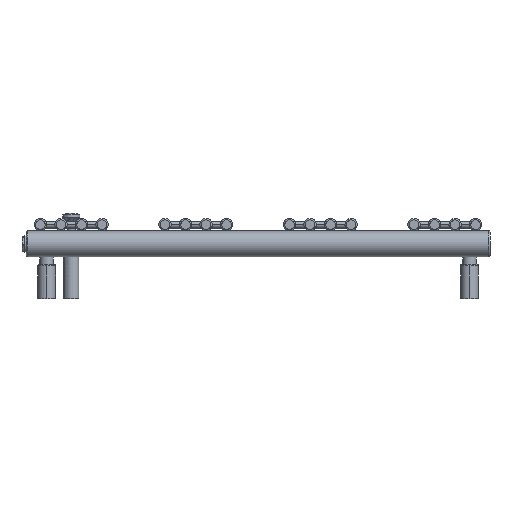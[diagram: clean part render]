
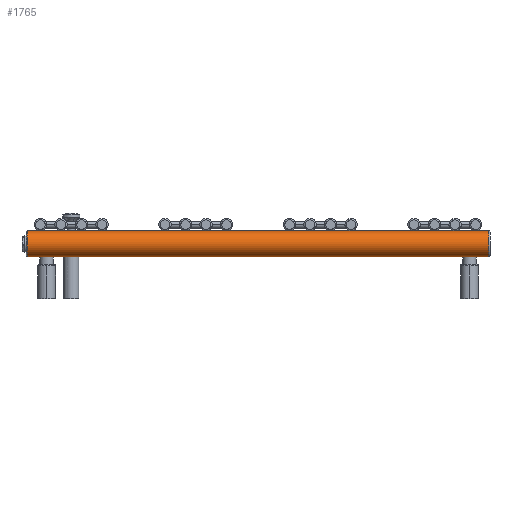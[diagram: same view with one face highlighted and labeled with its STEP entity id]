
A CAD part, left-side view. The second image highlights one B-rep face of the part: STEP entity #1765.
In plain terms, the highlighted cylindrical face has radius 19 mm (diameter 38 mm), a partial arc.
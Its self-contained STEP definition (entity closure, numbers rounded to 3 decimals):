
#1530=CARTESIAN_POINT('',(19.,676.,0.));
#1531=DIRECTION('',(0.,1.,0.));
#1532=DIRECTION('',(0.,0.,-1.));
#1533=AXIS2_PLACEMENT_3D('',#1530,#1531,#1532);
#1538=CARTESIAN_POINT('',(19.,2.,0.));
#1539=DIRECTION('',(0.,-1.,0.));
#1540=DIRECTION('',(0.,0.,1.));
#1541=AXIS2_PLACEMENT_3D('',#1538,#1539,#1540);
#1546=DIRECTION('',(0.,1.,0.));
#1547=VECTOR('',#1546,674.);
#1548=CARTESIAN_POINT('',(19.,2.,-19.));
#1549=LINE('',#1548,#1547);
#1601=DIRECTION('',(0.,1.,0.));
#1602=VECTOR('',#1601,674.);
#1603=CARTESIAN_POINT('',(19.,2.,19.));
#1604=LINE('',#1603,#1602);
#1666=CARTESIAN_POINT('',(19.,676.,-19.));
#1667=CARTESIAN_POINT('',(19.,676.,19.));
#1668=VERTEX_POINT('',#1666);
#1669=VERTEX_POINT('',#1667);
#1674=CARTESIAN_POINT('',(19.,2.,-19.));
#1675=CARTESIAN_POINT('',(19.,2.,19.));
#1676=VERTEX_POINT('',#1674);
#1677=VERTEX_POINT('',#1675);
#1751=CARTESIAN_POINT('',(19.,0.,0.));
#1752=DIRECTION('',(0.,1.,0.));
#1753=DIRECTION('',(0.,0.,1.));
#1754=AXIS2_PLACEMENT_3D('',#1751,#1752,#1753);
#1755=CYLINDRICAL_SURFACE('',#1754,19.);
#1757=ORIENTED_EDGE('',*,*,#1756,.T.);
#1759=ORIENTED_EDGE('',*,*,#1758,.F.);
#1760=ORIENTED_EDGE('',*,*,#1745,.T.);
#1762=ORIENTED_EDGE('',*,*,#1761,.T.);
#1763=EDGE_LOOP('',(#1757,#1759,#1760,#1762));
#1764=FACE_OUTER_BOUND('',#1763,.F.);
#1534=CIRCLE('',#1533,19.);
#1542=CIRCLE('',#1541,19.);
#1745=EDGE_CURVE('',#1677,#1676,#1542,.T.);
#1756=EDGE_CURVE('',#1668,#1669,#1534,.T.);
#1758=EDGE_CURVE('',#1677,#1669,#1604,.T.);
#1761=EDGE_CURVE('',#1676,#1668,#1549,.T.);
#1765=ADVANCED_FACE('',(#1764),#1755,.T.);
